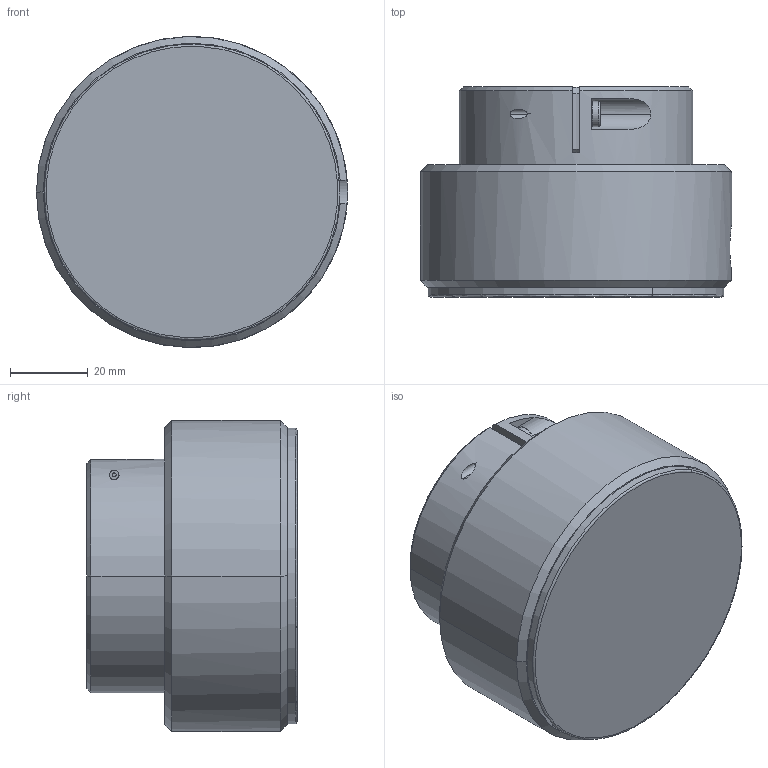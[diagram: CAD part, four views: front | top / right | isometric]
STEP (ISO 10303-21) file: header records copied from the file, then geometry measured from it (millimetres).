
FILE_DESCRIPTION (( 'STEP AP203' ), '1' );
FILE_NAME ('SCP-K.STEP', '2015-05-05T07:42:57', ( '' ), ( '' ), 'SwSTEP 2.0', 'SolidWorks 2014', '' );
FILE_SCHEMA (( 'CONFIG_CONTROL_DESIGN' ));
Length unit declared in the file: millimetre
Products named in the file (1): SCP-K
Bounding box: 80 x 54 x 80 mm (x, y, z)
Surface area: 37746.5 mm2 (no closed solid volume)
Topology: 0 solids, 4 shells, 91 faces, 261 edges, 175 vertices
Faces by surface type: cylinder 41, plane 26, cone 12, bspline 8, torus 4
Entity records: 4182 total; most frequent: CARTESIAN_POINT 1702, DIRECTION 532, ORIENTED_EDGE 472, EDGE_CURVE 261, AXIS2_PLACEMENT_3D 215, VERTEX_POINT 175, CIRCLE 131, VECTOR 102
